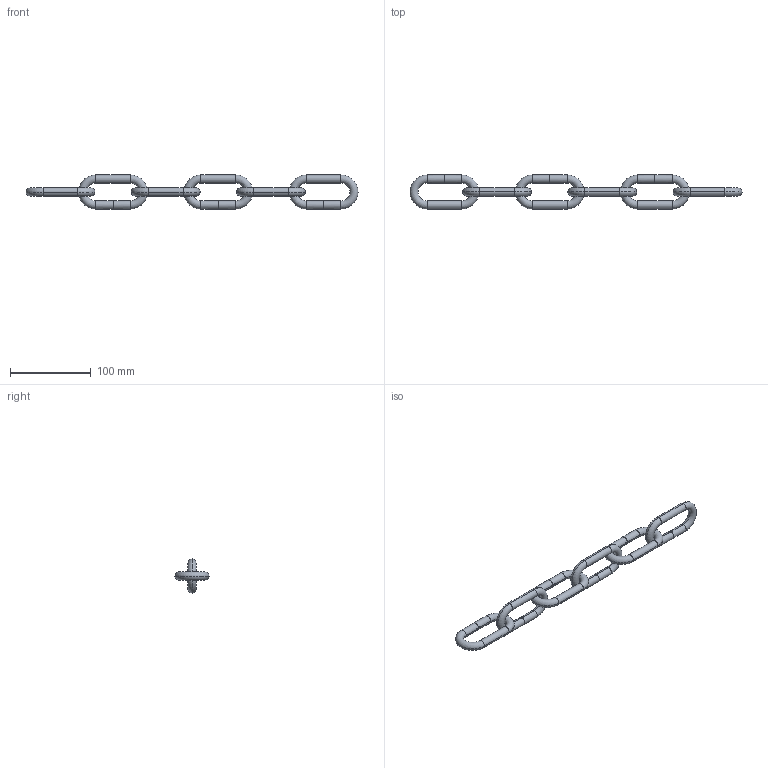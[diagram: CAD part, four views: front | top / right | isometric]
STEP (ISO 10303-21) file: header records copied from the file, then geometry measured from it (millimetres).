
FILE_DESCRIPTION (( 'STEP AP203' ), '1' );
FILE_NAME ('101200010.STEP', '2018-03-15T09:14:05', ( '' ), ( '' ), 'SwSTEP 2.0', 'SolidWorks 2015', '' );
FILE_SCHEMA (( 'CONFIG_CONTROL_DESIGN' ));
Length unit declared in the file: millimetre
Products named in the file (2): 101100004 Teil1_101200010; 101200010
Assembly tree (6 placements, depth 2):
  101200010
    101100004 Teil1_101200010  x6
Bounding box: 410 x 42 x 42 mm (x, y, z)
Volume: 87900.1 mm3; surface area: 35183.3 mm2
Topology: 6 solids, 6 shells, 1308 faces, 3540 edges, 2280 vertices
Faces by surface type: bspline 594, plane 468, cylinder 222, torus 24
Entity records: 11534 total; most frequent: CARTESIAN_POINT 6396, ORIENTED_EDGE 1180, DIRECTION 704, EDGE_CURVE 590, VERTEX_POINT 380, VECTOR 276, LINE 276, EDGE_LOOP 226
